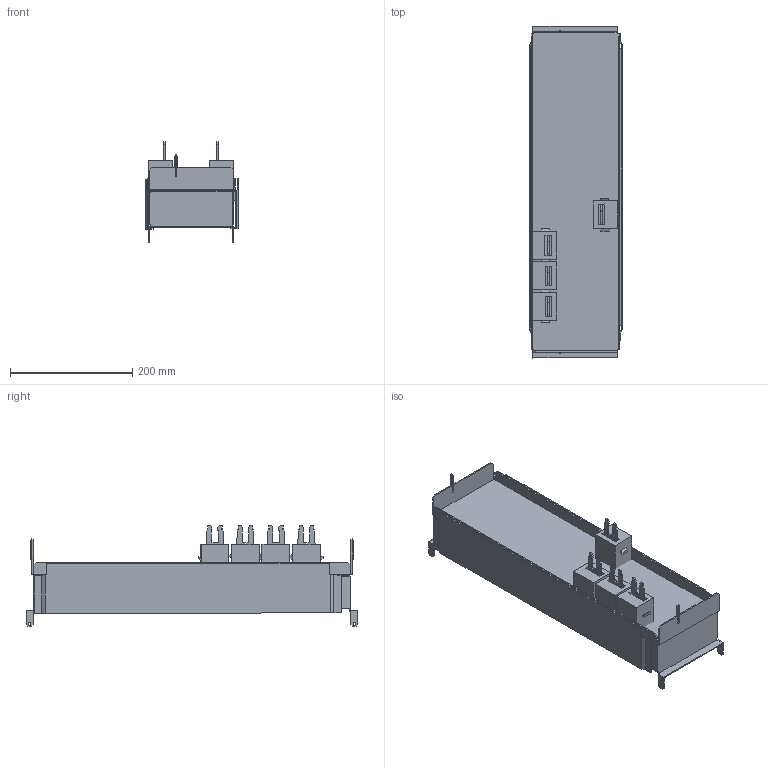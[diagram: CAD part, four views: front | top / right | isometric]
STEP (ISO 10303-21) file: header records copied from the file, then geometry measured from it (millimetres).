
FILE_DESCRIPTION((''),'2;1');
FILE_NAME('1SEP622560R0002_1_','2023-09-30T22:34:14',('20724'),(''),'CREO PARAMETRIC BY PTC INC, 2016390','CREO PARAMETRIC BY PTC INC, 2016390','');
FILE_SCHEMA(('AUTOMOTIVE_DESIGN { 1 0 10303 214 1 1 1 1 }'));
Length unit declared in the file: inch
Products named in the file (1): 1SEP622560R0002_1_
Bounding box: 151.78 x 544 x 165.3 mm (x, y, z)
Surface area: 541079.2 mm2 (no closed solid volume)
Topology: 0 solids, 17 shells, 618 faces, 1788 edges, 1198 vertices
Faces by surface type: plane 574, cylinder 44
Entity records: 25522 total; most frequent: CARTESIAN_POINT 3759, ORIENTED_EDGE 3483, DIRECTION 3073, EDGE_CURVE 1788, PRESENTATION_STYLE_ASSIGNMENT 1676, STYLED_ITEM 1676, VECTOR 1661, LINE 1661
